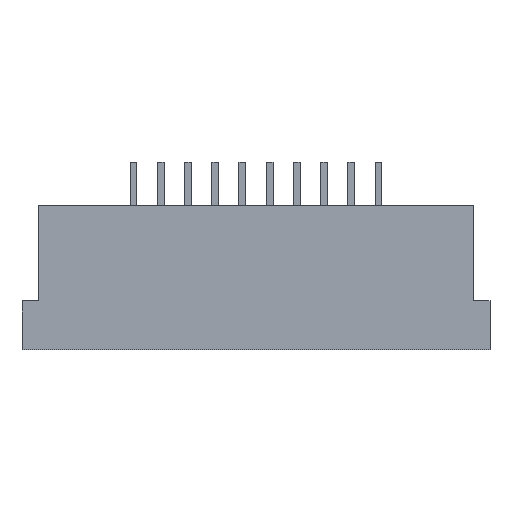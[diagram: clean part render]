
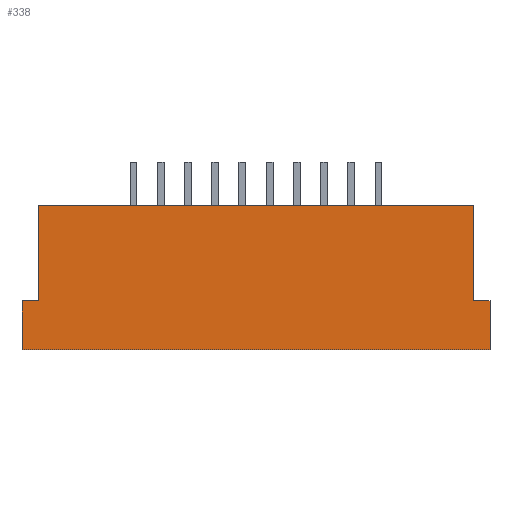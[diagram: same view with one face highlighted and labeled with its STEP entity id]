
A CAD part, top view. The second image highlights one B-rep face of the part: STEP entity #338.
In plain terms, the highlighted planar face has unit normal (0, 0, 1).
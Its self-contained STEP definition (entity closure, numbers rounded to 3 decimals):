
#32 = VERTEX_POINT('',#33);
#33 = CARTESIAN_POINT('',(-8.6,-4.3,2.5));
#39 = EDGE_CURVE('',#32,#40,#42,.T.);
#40 = VERTEX_POINT('',#41);
#41 = CARTESIAN_POINT('',(-8.6,-6.1,2.5));
#42 = LINE('',#43,#44);
#43 = CARTESIAN_POINT('',(-8.6,-0.8,2.5));
#44 = VECTOR('',#45,1.);
#45 = DIRECTION('',(0.,-1.,0.));
#285 = EDGE_CURVE('',#40,#286,#288,.T.);
#286 = VERTEX_POINT('',#287);
#287 = CARTESIAN_POINT('',(8.6,-6.1,2.5));
#288 = LINE('',#289,#290);
#289 = CARTESIAN_POINT('',(-8.6,-6.1,2.5));
#290 = VECTOR('',#291,1.);
#291 = DIRECTION('',(1.,0.,0.));
#338 = ADVANCED_FACE('',(#339),#389,.T.);
#339 = FACE_BOUND('',#340,.T.);
#340 = EDGE_LOOP('',(#341,#351,#357,#358,#359,#367,#375,#383));
#341 = ORIENTED_EDGE('',*,*,#342,.T.);
#342 = EDGE_CURVE('',#343,#345,#347,.T.);
#343 = VERTEX_POINT('',#344);
#344 = CARTESIAN_POINT('',(-8.,-0.8,2.5));
#345 = VERTEX_POINT('',#346);
#346 = CARTESIAN_POINT('',(-8.,-4.3,2.5));
#347 = LINE('',#348,#349);
#348 = CARTESIAN_POINT('',(-8.,-3.875,2.5));
#349 = VECTOR('',#350,1.);
#350 = DIRECTION('',(0.,-1.,0.));
#351 = ORIENTED_EDGE('',*,*,#352,.T.);
#352 = EDGE_CURVE('',#345,#32,#353,.T.);
#353 = LINE('',#354,#355);
#354 = CARTESIAN_POINT('',(-4.3,-4.3,2.5));
#355 = VECTOR('',#356,1.);
#356 = DIRECTION('',(-1.,0.,0.));
#357 = ORIENTED_EDGE('',*,*,#39,.T.);
#358 = ORIENTED_EDGE('',*,*,#285,.T.);
#359 = ORIENTED_EDGE('',*,*,#360,.T.);
#360 = EDGE_CURVE('',#286,#361,#363,.T.);
#361 = VERTEX_POINT('',#362);
#362 = CARTESIAN_POINT('',(8.6,-4.3,2.5));
#363 = LINE('',#364,#365);
#364 = CARTESIAN_POINT('',(8.6,-6.1,2.5));
#365 = VECTOR('',#366,1.);
#366 = DIRECTION('',(0.,1.,0.));
#367 = ORIENTED_EDGE('',*,*,#368,.F.);
#368 = EDGE_CURVE('',#369,#361,#371,.T.);
#369 = VERTEX_POINT('',#370);
#370 = CARTESIAN_POINT('',(8.,-4.3,2.5));
#371 = LINE('',#372,#373);
#372 = CARTESIAN_POINT('',(4.3,-4.3,2.5));
#373 = VECTOR('',#374,1.);
#374 = DIRECTION('',(1.,0.,0.));
#375 = ORIENTED_EDGE('',*,*,#376,.F.);
#376 = EDGE_CURVE('',#377,#369,#379,.T.);
#377 = VERTEX_POINT('',#378);
#378 = CARTESIAN_POINT('',(8.,-0.8,2.5));
#379 = LINE('',#380,#381);
#380 = CARTESIAN_POINT('',(8.,-3.875,2.5));
#381 = VECTOR('',#382,1.);
#382 = DIRECTION('',(0.,-1.,0.));
#383 = ORIENTED_EDGE('',*,*,#384,.T.);
#384 = EDGE_CURVE('',#377,#343,#385,.T.);
#385 = LINE('',#386,#387);
#386 = CARTESIAN_POINT('',(8.6,-0.8,2.5));
#387 = VECTOR('',#388,1.);
#388 = DIRECTION('',(-1.,0.,0.));
#389 = PLANE('',#390);
#390 = AXIS2_PLACEMENT_3D('',#391,#392,#393);
#391 = CARTESIAN_POINT('',(0.,-3.45,2.5));
#392 = DIRECTION('',(0.,0.,1.));
#393 = DIRECTION('',(1.,0.,0.));
